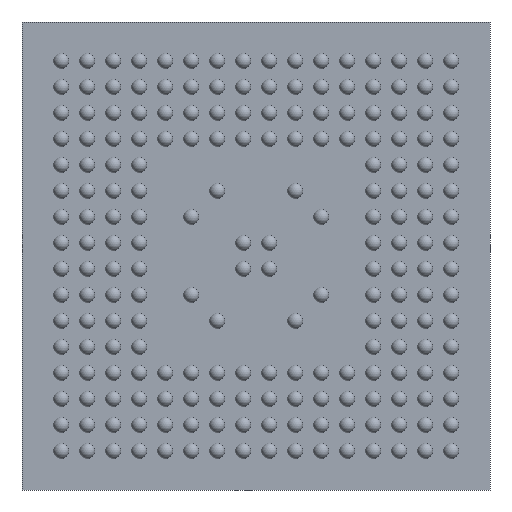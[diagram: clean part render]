
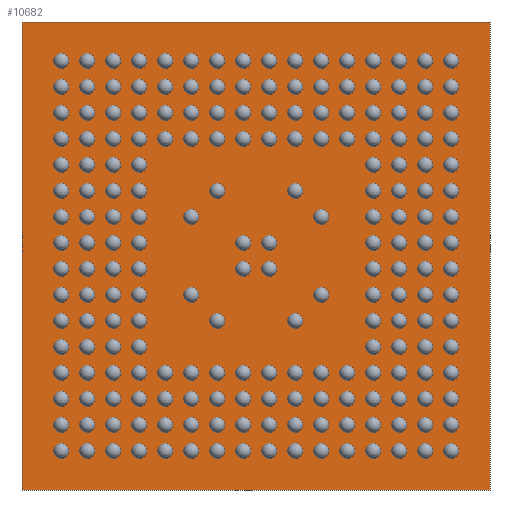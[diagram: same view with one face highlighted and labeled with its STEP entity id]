
A CAD part, front view. The second image highlights one B-rep face of the part: STEP entity #10682.
In plain terms, the highlighted planar face has unit normal (0, -1, 0).
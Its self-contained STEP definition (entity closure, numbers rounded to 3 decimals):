
#2053=FACE_OUTER_BOUND('',#2624,.T.);
#2624=EDGE_LOOP('',(#9383,#9384,#9385,#9386));
#3532=LINE('',#18559,#4446);
#3535=LINE('',#18564,#4449);
#3537=LINE('',#18568,#4451);
#3539=LINE('',#18571,#4453);
#4446=VECTOR('',#12763,10.);
#4449=VECTOR('',#12768,10.);
#4451=VECTOR('',#12772,10.);
#4453=VECTOR('',#12776,10.);
#5348=VERTEX_POINT('',#18557);
#5349=VERTEX_POINT('',#18558);
#5350=VERTEX_POINT('',#18563);
#5351=VERTEX_POINT('',#18567);
#6690=EDGE_CURVE('',#5348,#5349,#3532,.T.);
#6693=EDGE_CURVE('',#5350,#5348,#3535,.T.);
#6695=EDGE_CURVE('',#5351,#5350,#3537,.T.);
#6697=EDGE_CURVE('',#5349,#5351,#3539,.T.);
#9383=ORIENTED_EDGE('',*,*,#6697,.F.);
#9384=ORIENTED_EDGE('',*,*,#6690,.F.);
#9385=ORIENTED_EDGE('',*,*,#6693,.F.);
#9386=ORIENTED_EDGE('',*,*,#6695,.F.);
#9682=PLANE('',#11040);
#10682=ADVANCED_FACE('',(#2053),#9682,.F.);
#11040=AXIS2_PLACEMENT_3D('',#18573,#12779,#12780);
#12763=DIRECTION('',(0.,0.,1.));
#12768=DIRECTION('',(-1.,0.,0.));
#12772=DIRECTION('',(0.,0.,-1.));
#12776=DIRECTION('',(1.,0.,0.));
#12779=DIRECTION('center_axis',(0.,1.,0.));
#12780=DIRECTION('ref_axis',(0.,0.,1.));
#18557=CARTESIAN_POINT('',(-4.5,0.,-4.5));
#18558=CARTESIAN_POINT('',(-4.5,0.,4.5));
#18559=CARTESIAN_POINT('',(-4.5,0.,-4.5));
#18563=CARTESIAN_POINT('',(4.5,0.,-4.5));
#18564=CARTESIAN_POINT('',(4.5,0.,-4.5));
#18567=CARTESIAN_POINT('',(4.5,0.,4.5));
#18568=CARTESIAN_POINT('',(4.5,0.,4.5));
#18571=CARTESIAN_POINT('',(-4.5,0.,4.5));
#18573=CARTESIAN_POINT('Origin',(0.,0.,0.));
